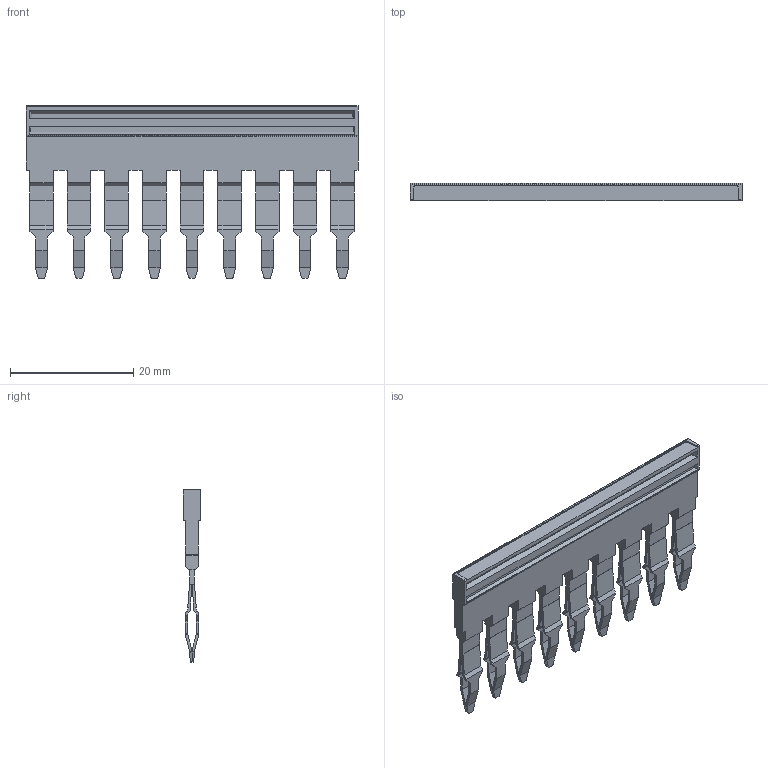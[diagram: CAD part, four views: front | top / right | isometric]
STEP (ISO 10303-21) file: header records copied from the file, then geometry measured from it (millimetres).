
FILE_DESCRIPTION(('CATIA V5 STEP Exchange','CAx-IF Rec.Pracs.--- Model Styling and Organization---1.4--- 2014-01-23'),'2;1');
FILE_NAME ('1373972-5_1', '2023-03-23T09:50:54+00:00', ('none'), ('Weidmueller'), 'CATIA Version 5-6 Release 2016 SP3 HF44', 'CATIA V5 STEP AP214', 'none');
FILE_SCHEMA(('AUTOMOTIVE_DESIGN { 1 0 10303 214 1 1 1 1 }'));
Length unit declared in the file: millimetre
Products named in the file (1): 2831780000
Bounding box: 53.8 x 2.8 x 27.95 mm (x, y, z)
Volume: 1641.7 mm3; surface area: 3504.6 mm2
Topology: 10 solids, 10 shells, 788 faces, 2606 edges, 1824 vertices
Faces by surface type: plane 673, cylinder 115
Entity records: 25836 total; most frequent: ORIENTED_EDGE 5212, CARTESIAN_POINT 5105, DIRECTION 3021, EDGE_CURVE 2606, VECTOR 2317, LINE 2317, VERTEX_POINT 1824, EDGE_LOOP 792
